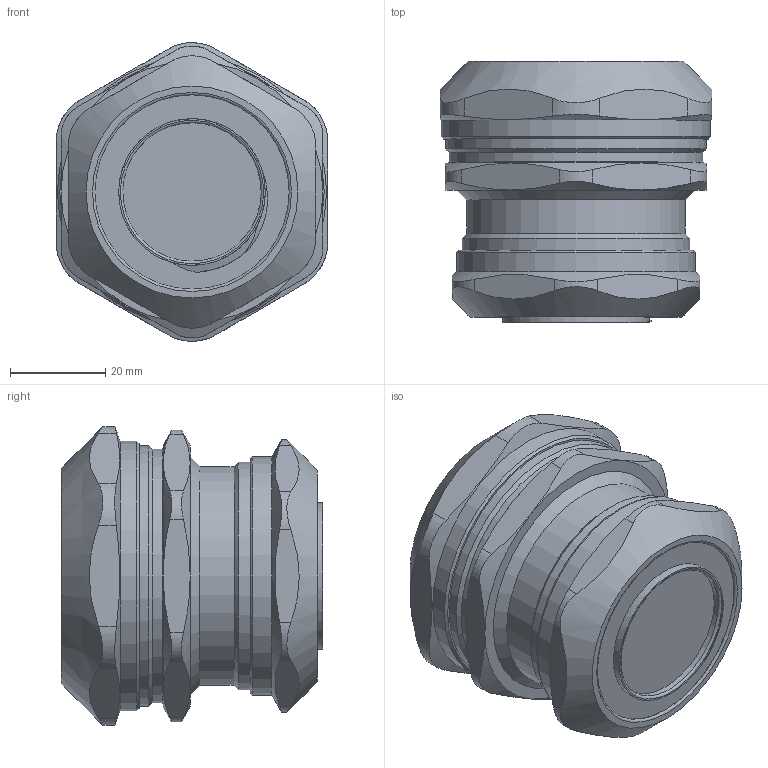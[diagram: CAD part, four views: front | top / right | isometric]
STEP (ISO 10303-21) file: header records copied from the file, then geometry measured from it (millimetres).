
FILE_DESCRIPTION(/* description */ (''),/* implementation_level */ '2;1');
FILE_NAME(/* name */ '',/* time_stamp */ '2023-09-26T16:58:35+07:00',/* author */ ('zeta-86'),/* organization */ (''),/* preprocessor_version */ 'ST-DEVELOPER v19.2',/* originating_system */ 'Autodesk Inventor 2024',/* authorisation */ '');
FILE_SCHEMA (('AUTOMOTIVE_DESIGN { 1 0 10303 214 3 1 1 }','AP242_MANAGED_MODEL_BASED_3D_ENGINEERING_MIM_LF { 1 0 10303 442 3 1 4 }'));
Length unit declared in the file: millimetre
Products named in the file (1): ЗЭТА.045.566.000 СБ
Bounding box: 57 x 54.85 x 62.72 mm (x, y, z)
Volume: 114042.8 mm3; surface area: 15031.1 mm2
Topology: 1 solids, 1 shells, 84 faces, 203 edges, 130 vertices
Faces by surface type: cylinder 29, plane 28, cone 21, torus 4, bspline 2
Full cylindrical faces by diameter (mm): 29.1 x1, 30.8 x1, 40.8 x1, 43.09 x1, 46 x1, 47.8 x1, 50 x1, 53.2 x1, 54.7 x1, 56.55 x1
Entity records: 3072 total; most frequent: CARTESIAN_POINT 1164, ORIENTED_EDGE 406, DIRECTION 326, EDGE_CURVE 203, AXIS2_PLACEMENT_3D 136, VERTEX_POINT 129, EDGE_LOOP 92, FACE_OUTER_BOUND 84
